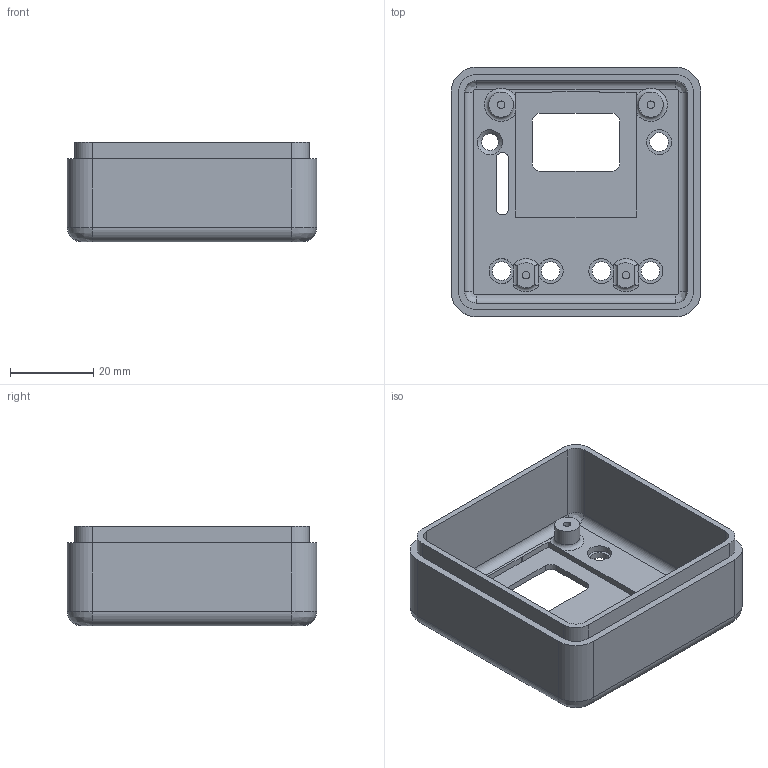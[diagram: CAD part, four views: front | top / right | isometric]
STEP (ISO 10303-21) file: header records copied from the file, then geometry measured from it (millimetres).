
FILE_DESCRIPTION(/* description */ (''),/* implementation_level */ '2;1');
FILE_NAME(/* name */ 'Temp_Box_Front v16.step',/* time_stamp */ '2018-01-04T18:23:11-02:00',/* author */ (''),/* organization */ (''),/* preprocessor_version */ 'ST-DEVELOPER v16.13',/* originating_system */ 'Autodesk Translation Framework v6.5.0.72',/* authorisation */ '');
FILE_SCHEMA (('AUTOMOTIVE_DESIGN { 1 0 10303 214 3 1 1 }'));
Length unit declared in the file: millimetre
Products named in the file (1): Temp_Box_Front
Bounding box: 60 x 60 x 24 mm (x, y, z)
Volume: 21925.6 mm3; surface area: 16724.2 mm2
Topology: 1 solids, 1 shells, 115 faces, 288 edges, 184 vertices
Faces by surface type: cylinder 53, plane 47, bspline 8, torus 6, cone 1
Full cylindrical faces by diameter (mm): 1.8 x4, 4 x1, 4.5 x5, 6 x7
Entity records: 3675 total; most frequent: CARTESIAN_POINT 815, DIRECTION 608, ORIENTED_EDGE 576, EDGE_CURVE 288, AXIS2_PLACEMENT_3D 231, VERTEX_POINT 184, LINE 146, VECTOR 146
